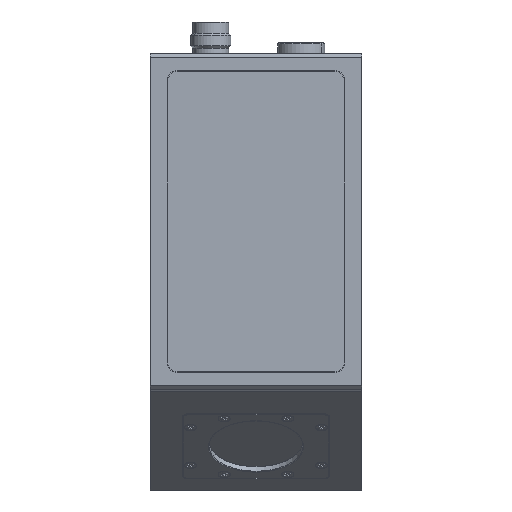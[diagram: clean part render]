
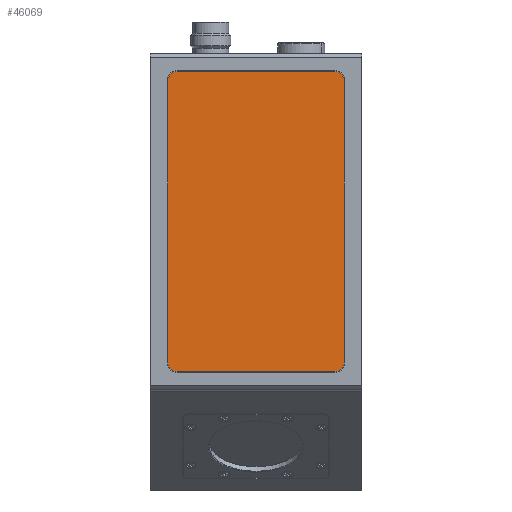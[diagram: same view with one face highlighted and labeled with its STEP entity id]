
A CAD part, left-side view. The second image highlights one B-rep face of the part: STEP entity #46069.
In plain terms, the highlighted face is planar.
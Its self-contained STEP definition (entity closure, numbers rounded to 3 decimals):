
#45903=CARTESIAN_POINT('',(-23.5,-42.,0.));
#45904=DIRECTION('',(0.,0.,1.));
#45905=DIRECTION('',(-1.,0.,0.));
#45906=AXIS2_PLACEMENT_3D('',#45903,#45904,#45905);
#45908=DIRECTION('',(1.,0.,0.));
#45909=VECTOR('',#45908,47.);
#45910=CARTESIAN_POINT('',(-23.5,-44.8,0.));
#45911=LINE('',#45910,#45909);
#45912=CARTESIAN_POINT('',(23.5,-42.,0.));
#45913=DIRECTION('',(0.,0.,1.));
#45914=DIRECTION('',(0.,-1.,0.));
#45915=AXIS2_PLACEMENT_3D('',#45912,#45913,#45914);
#45917=DIRECTION('',(0.,1.,0.));
#45918=VECTOR('',#45917,84.);
#45919=CARTESIAN_POINT('',(26.3,-42.,0.));
#45920=LINE('',#45919,#45918);
#45921=CARTESIAN_POINT('',(23.5,42.,0.));
#45922=DIRECTION('',(0.,0.,1.));
#45923=DIRECTION('',(1.,0.,0.));
#45924=AXIS2_PLACEMENT_3D('',#45921,#45922,#45923);
#45926=DIRECTION('',(-1.,0.,0.));
#45927=VECTOR('',#45926,47.);
#45928=CARTESIAN_POINT('',(23.5,44.8,0.));
#45929=LINE('',#45928,#45927);
#45930=CARTESIAN_POINT('',(-23.5,42.,0.));
#45931=DIRECTION('',(0.,0.,1.));
#45932=DIRECTION('',(0.,1.,0.));
#45933=AXIS2_PLACEMENT_3D('',#45930,#45931,#45932);
#45935=DIRECTION('',(0.,-1.,0.));
#45936=VECTOR('',#45935,84.);
#45937=CARTESIAN_POINT('',(-26.3,42.,0.));
#45938=LINE('',#45937,#45936);
#45999=CARTESIAN_POINT('',(23.5,-44.8,0.));
#46000=CARTESIAN_POINT('',(26.3,-42.,0.));
#46001=VERTEX_POINT('',#45999);
#46002=VERTEX_POINT('',#46000);
#46007=CARTESIAN_POINT('',(-26.3,-42.,0.));
#46008=CARTESIAN_POINT('',(-23.5,-44.8,0.));
#46009=VERTEX_POINT('',#46007);
#46010=VERTEX_POINT('',#46008);
#46011=CARTESIAN_POINT('',(26.3,42.,0.));
#46012=VERTEX_POINT('',#46011);
#46013=CARTESIAN_POINT('',(23.5,44.8,0.));
#46014=VERTEX_POINT('',#46013);
#46015=CARTESIAN_POINT('',(-23.5,44.8,0.));
#46016=VERTEX_POINT('',#46015);
#46017=CARTESIAN_POINT('',(-26.3,42.,0.));
#46018=VERTEX_POINT('',#46017);
#46047=CARTESIAN_POINT('',(-23.5,-42.,0.));
#46048=DIRECTION('',(0.,0.,1.));
#46049=DIRECTION('',(1.,0.,0.));
#46050=AXIS2_PLACEMENT_3D('',#46047,#46048,#46049);
#46051=PLANE('',#46050);
#46053=ORIENTED_EDGE('',*,*,#46052,.T.);
#46055=ORIENTED_EDGE('',*,*,#46054,.T.);
#46056=ORIENTED_EDGE('',*,*,#46036,.T.);
#46058=ORIENTED_EDGE('',*,*,#46057,.T.);
#46060=ORIENTED_EDGE('',*,*,#46059,.T.);
#46062=ORIENTED_EDGE('',*,*,#46061,.T.);
#46064=ORIENTED_EDGE('',*,*,#46063,.T.);
#46066=ORIENTED_EDGE('',*,*,#46065,.T.);
#46067=EDGE_LOOP('',(#46053,#46055,#46056,#46058,#46060,#46062,#46064,#46066));
#46068=FACE_OUTER_BOUND('',#46067,.F.);
#45907=CIRCLE('',#45906,2.8);
#45916=CIRCLE('',#45915,2.8);
#45925=CIRCLE('',#45924,2.8);
#45934=CIRCLE('',#45933,2.8);
#46036=EDGE_CURVE('',#46001,#46002,#45916,.T.);
#46052=EDGE_CURVE('',#46009,#46010,#45907,.T.);
#46054=EDGE_CURVE('',#46010,#46001,#45911,.T.);
#46057=EDGE_CURVE('',#46002,#46012,#45920,.T.);
#46059=EDGE_CURVE('',#46012,#46014,#45925,.T.);
#46061=EDGE_CURVE('',#46014,#46016,#45929,.T.);
#46063=EDGE_CURVE('',#46016,#46018,#45934,.T.);
#46065=EDGE_CURVE('',#46018,#46009,#45938,.T.);
#46069=ADVANCED_FACE('',(#46068),#46051,.F.);
